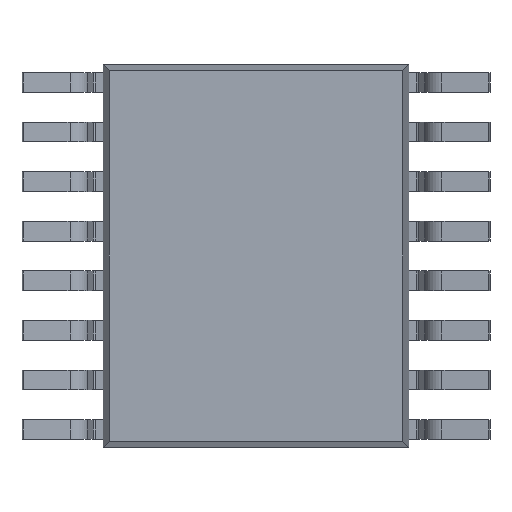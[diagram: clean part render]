
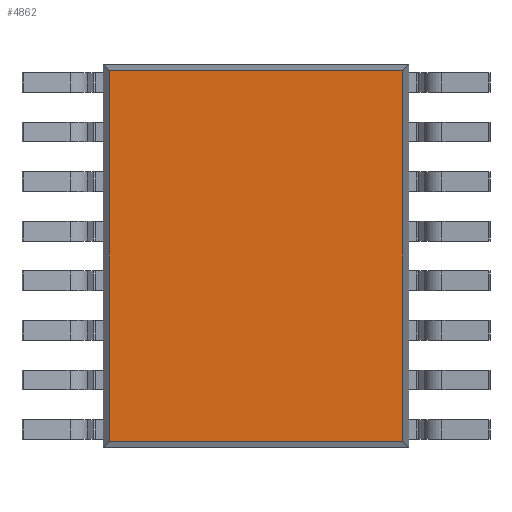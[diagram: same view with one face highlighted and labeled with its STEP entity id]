
A CAD part, front view. The second image highlights one B-rep face of the part: STEP entity #4862.
In plain terms, the highlighted planar face has unit normal (0, -1, 0).
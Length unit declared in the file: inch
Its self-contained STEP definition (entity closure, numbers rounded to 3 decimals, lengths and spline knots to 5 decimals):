
#43 = VERTEX_POINT ( 'NONE', #5513 ) ;
#91 = VECTOR ( 'NONE', #5914, 39.37008 ) ;
#408 = EDGE_LOOP ( 'NONE', ( #3070, #6706, #6712, #3930 ) ) ;
#648 = LINE ( 'NONE', #1208, #4656 ) ;
#1208 = CARTESIAN_POINT ( 'NONE',  ( 0.077, 0.01, -0.0934 ) ) ;
#1332 = EDGE_CURVE ( 'NONE', #6836, #43, #2356, .T. ) ;
#1422 = VERTEX_POINT ( 'NONE', #2434 ) ;
#1560 = CARTESIAN_POINT ( 'NONE',  ( -0.0739, 0.01, -0.0934 ) ) ;
#1570 = LINE ( 'NONE', #6404, #5675 ) ;
#2237 = LINE ( 'NONE', #3499, #91 ) ;
#2356 = LINE ( 'NONE', #2392, #6373 ) ;
#2392 = CARTESIAN_POINT ( 'NONE',  ( 0.0739, 0.01, 0.0965 ) ) ;
#2434 = CARTESIAN_POINT ( 'NONE',  ( -0.0739, 0.01, 0.0934 ) ) ;
#2516 = EDGE_CURVE ( 'NONE', #3828, #6836, #648, .T. ) ;
#2567 = CARTESIAN_POINT ( 'NONE',  ( 0.0739, 0.01, -0.0934 ) ) ;
#2913 = CARTESIAN_POINT ( 'NONE',  ( 0., 0.01, 0. ) ) ;
#2931 = DIRECTION ( 'NONE',  ( 0., 0., 1. ) ) ;
#2934 = DIRECTION ( 'NONE',  ( 0., 0., -1. ) ) ;
#3070 = ORIENTED_EDGE ( 'NONE', *, *, #5265, .T. ) ;
#3499 = CARTESIAN_POINT ( 'NONE',  ( -0.077, 0.01, 0.0934 ) ) ;
#3828 = VERTEX_POINT ( 'NONE', #1560 ) ;
#3930 = ORIENTED_EDGE ( 'NONE', *, *, #6362, .T. ) ;
#3937 = DIRECTION ( 'NONE',  ( 0., 1., 0. ) ) ;
#4592 = FACE_OUTER_BOUND ( 'NONE', #408, .T. ) ;
#4629 = PLANE ( 'NONE',  #7247 ) ;
#4656 = VECTOR ( 'NONE', #4760, 39.37008 ) ;
#4760 = DIRECTION ( 'NONE',  ( 1., 0., 0. ) ) ;
#4862 = ADVANCED_FACE ( 'NONE', ( #4592 ), #4629, .F. ) ;
#5265 = EDGE_CURVE ( 'NONE', #1422, #3828, #1570, .T. ) ;
#5513 = CARTESIAN_POINT ( 'NONE',  ( 0.0739, 0.01, 0.0934 ) ) ;
#5675 = VECTOR ( 'NONE', #2934, 39.37008 ) ;
#5914 = DIRECTION ( 'NONE',  ( -1., 0., 0. ) ) ;
#6348 = DIRECTION ( 'NONE',  ( 0., 0., 1. ) ) ;
#6362 = EDGE_CURVE ( 'NONE', #43, #1422, #2237, .T. ) ;
#6373 = VECTOR ( 'NONE', #2931, 39.37008 ) ;
#6404 = CARTESIAN_POINT ( 'NONE',  ( -0.0739, 0.01, -0.0965 ) ) ;
#6706 = ORIENTED_EDGE ( 'NONE', *, *, #2516, .T. ) ;
#6712 = ORIENTED_EDGE ( 'NONE', *, *, #1332, .T. ) ;
#6836 = VERTEX_POINT ( 'NONE', #2567 ) ;
#7247 = AXIS2_PLACEMENT_3D ( 'NONE', #2913, #3937, #6348 ) ;
